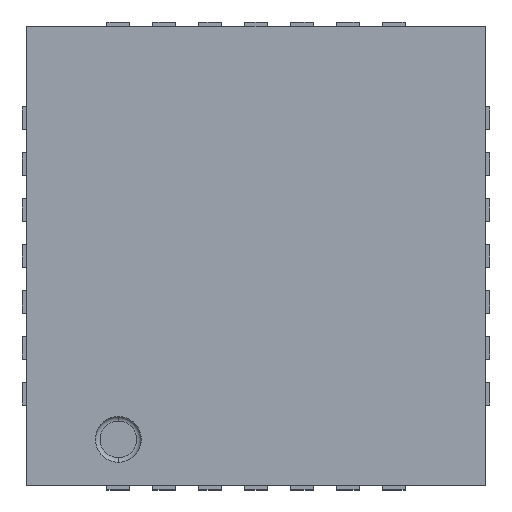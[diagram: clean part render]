
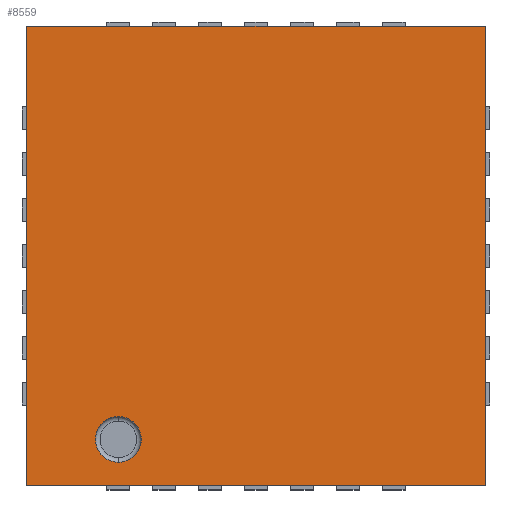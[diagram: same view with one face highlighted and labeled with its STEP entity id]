
A CAD part, top view. The second image highlights one B-rep face of the part: STEP entity #8559.
In plain terms, the highlighted planar face has unit normal (0, 0, 1).
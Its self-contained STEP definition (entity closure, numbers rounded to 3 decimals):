
#8381 = CARTESIAN_POINT ( 'NONE',  ( -1.5, -1.75, 0.9 ) ) ;
#8382 = VERTEX_POINT ( 'NONE', #8381 ) ;
#8390 = CARTESIAN_POINT ( 'NONE',  ( -1.5, -2.25, 0.9 ) ) ;
#8391 = VERTEX_POINT ( 'NONE', #8390 ) ;
#8392 = CARTESIAN_POINT ( 'NONE',  ( -1.5, -2., 0.9 ) ) ;
#8393 = DIRECTION ( 'NONE',  ( 0., 0., 1. ) ) ;
#8394 = DIRECTION ( 'NONE',  ( 0., -1., 0. ) ) ;
#8395 = AXIS2_PLACEMENT_3D ( 'NONE', #8392, #8393, #8394 ) ;
#8396 = CIRCLE ( 'NONE', #8395, 0.25) ;
#8397 = EDGE_CURVE ( 'NONE', #8382, #8391, #8396, .T. ) ;
#8424 = CARTESIAN_POINT ( 'NONE',  ( -2.5, -2.5, 0.9 ) ) ;
#8425 = VERTEX_POINT ( 'NONE', #8424 ) ;
#8432 = CARTESIAN_POINT ( 'NONE',  ( -2.5, 2.5, 0.9 ) ) ;
#8433 = VERTEX_POINT ( 'NONE', #8432 ) ;
#8434 = CARTESIAN_POINT ( 'NONE',  ( -2.5, -2.5, 0.9 ) ) ;
#8435 = DIRECTION ( 'NONE',  ( 0., -1., 0. ) ) ;
#8436 = VECTOR ( 'NONE', #8435, 1000. ) ;
#8437 = LINE ( 'NONE', #8434, #8436 ) ;
#8438 = EDGE_CURVE ( 'NONE', #8433, #8425, #8437, .T. ) ;
#8462 = CARTESIAN_POINT ( 'NONE',  ( 2.5, -2.5, 0.9 ) ) ;
#8463 = VERTEX_POINT ( 'NONE', #8462 ) ;
#8470 = CARTESIAN_POINT ( 'NONE',  ( 2.5, -2.5, 0.9 ) ) ;
#8471 = DIRECTION ( 'NONE',  ( 1., 0., 0. ) ) ;
#8472 = VECTOR ( 'NONE', #8471, 1000. ) ;
#8473 = LINE ( 'NONE', #8470, #8472 ) ;
#8474 = EDGE_CURVE ( 'NONE', #8425, #8463, #8473, .T. ) ;
#8493 = CARTESIAN_POINT ( 'NONE',  ( 2.5, 2.5, 0.9 ) ) ;
#8494 = VERTEX_POINT ( 'NONE', #8493 ) ;
#8501 = CARTESIAN_POINT ( 'NONE',  ( 2.5, -2.5, 0.9 ) ) ;
#8502 = DIRECTION ( 'NONE',  ( 0., 1., 0. ) ) ;
#8503 = VECTOR ( 'NONE', #8502, 1000. ) ;
#8504 = LINE ( 'NONE', #8501, #8503 ) ;
#8505 = EDGE_CURVE ( 'NONE', #8463, #8494, #8504, .T. ) ;
#8523 = CARTESIAN_POINT ( 'NONE',  ( 2.5, 2.5, 0.9 ) ) ;
#8524 = DIRECTION ( 'NONE',  ( -1., 0., 0. ) ) ;
#8525 = VECTOR ( 'NONE', #8524, 1000. ) ;
#8526 = LINE ( 'NONE', #8523, #8525 ) ;
#8527 = EDGE_CURVE ( 'NONE', #8494, #8433, #8526, .T. ) ;
#8538 = CARTESIAN_POINT ( 'NONE',  ( -1.5, -2., 0.9 ) ) ;
#8539 = DIRECTION ( 'NONE',  ( 0., 0., 1. ) ) ;
#8540 = DIRECTION ( 'NONE',  ( 0., -1., 0. ) ) ;
#8541 = AXIS2_PLACEMENT_3D ( 'NONE', #8538, #8539, #8540 ) ;
#8542 = CIRCLE ( 'NONE', #8541, 0.25) ;
#8543 = EDGE_CURVE ( 'NONE', #8391, #8382, #8542, .T. ) ;
#8544 = ORIENTED_EDGE ( 'NONE', *, *, #8543, .F. ) ;
#8545 = ORIENTED_EDGE ( 'NONE', *, *, #8397, .F. ) ;
#8546 = EDGE_LOOP ( 'NONE', ( #8544, #8545 ) ) ;
#8547 = FACE_BOUND ( 'NONE', #8546, .T. ) ;
#8548 = ORIENTED_EDGE ( 'NONE', *, *, #8438, .T. ) ;
#8549 = ORIENTED_EDGE ( 'NONE', *, *, #8474, .T. ) ;
#8550 = ORIENTED_EDGE ( 'NONE', *, *, #8505, .T. ) ;
#8551 = ORIENTED_EDGE ( 'NONE', *, *, #8527, .T. ) ;
#8552 = EDGE_LOOP ( 'NONE', ( #8548, #8549, #8550, #8551 ) ) ;
#8553 = FACE_OUTER_BOUND ( 'NONE', #8552, .T. ) ;
#8554 = CARTESIAN_POINT ( 'NONE',  ( 0., 0., 0.9 ) ) ;
#8555 = DIRECTION ( 'NONE',  ( 0., 0., 1. ) ) ;
#8556 = DIRECTION ( 'NONE',  ( 0., -1., 0. ) ) ;
#8557 = AXIS2_PLACEMENT_3D ( 'NONE', #8554, #8555, #8556 ) ;
#8558 = PLANE ( 'NONE', #8557 ) ;
#8559 = ADVANCED_FACE ( 'NONE', ( #8547, #8553 ), #8558, .T. ) ;
